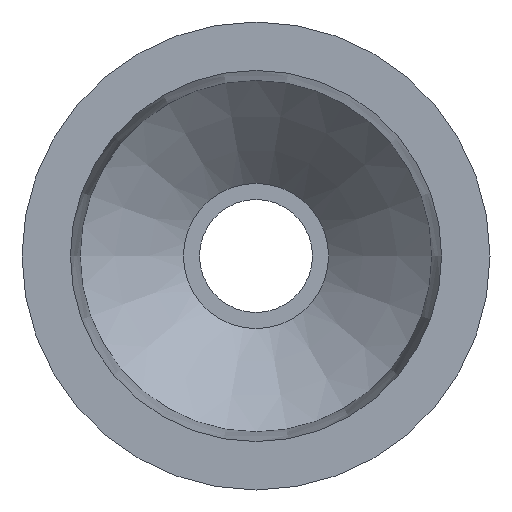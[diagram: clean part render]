
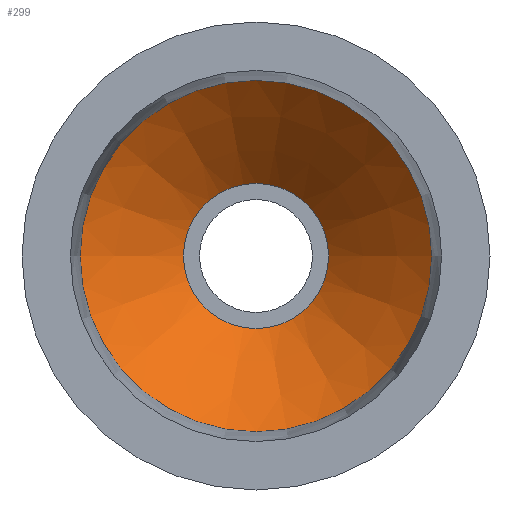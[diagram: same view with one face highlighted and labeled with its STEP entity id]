
A CAD part, front view. The second image highlights one B-rep face of the part: STEP entity #299.
In plain terms, the highlighted conical face has half-angle 46.907 degrees and reference radius 7.7 mm.
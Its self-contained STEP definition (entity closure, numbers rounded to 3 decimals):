
#46=FACE_OUTER_BOUND('',#69,.T.);
#69=EDGE_LOOP('',(#249,#250,#251,#252,#253));
#88=LINE('',#535,#103);
#103=VECTOR('',#443,7.7);
#124=CIRCLE('',#351,4.5);
#125=CIRCLE('',#352,10.899);
#126=CIRCLE('',#353,10.899);
#149=VERTEX_POINT('',#532);
#150=VERTEX_POINT('',#534);
#151=VERTEX_POINT('',#536);
#185=EDGE_CURVE('',#149,#149,#124,.T.);
#186=EDGE_CURVE('',#149,#150,#88,.T.);
#187=EDGE_CURVE('',#150,#151,#125,.T.);
#188=EDGE_CURVE('',#151,#150,#126,.T.);
#249=ORIENTED_EDGE('',*,*,#185,.T.);
#250=ORIENTED_EDGE('',*,*,#186,.T.);
#251=ORIENTED_EDGE('',*,*,#187,.T.);
#252=ORIENTED_EDGE('',*,*,#188,.T.);
#253=ORIENTED_EDGE('',*,*,#186,.F.);
#282=CONICAL_SURFACE('',#350,7.7,0.819);
#299=ADVANCED_FACE('',(#46),#282,.F.);
#350=AXIS2_PLACEMENT_3D('',#531,#439,#440);
#351=AXIS2_PLACEMENT_3D('',#533,#441,#442);
#352=AXIS2_PLACEMENT_3D('',#537,#444,#445);
#353=AXIS2_PLACEMENT_3D('',#538,#446,#447);
#439=DIRECTION('center_axis',(0.,-1.,0.));
#440=DIRECTION('ref_axis',(-1.,0.,0.));
#441=DIRECTION('center_axis',(0.,1.,0.));
#442=DIRECTION('ref_axis',(-1.,0.,0.));
#443=DIRECTION('',(0.73,-0.683,0.));
#444=DIRECTION('center_axis',(0.,-1.,0.));
#445=DIRECTION('ref_axis',(-1.,0.,0.));
#446=DIRECTION('center_axis',(0.,-1.,0.));
#447=DIRECTION('ref_axis',(-1.,0.,0.));
#531=CARTESIAN_POINT('Origin',(0.,12.007,0.));
#532=CARTESIAN_POINT('',(4.5,15.,0.));
#533=CARTESIAN_POINT('Origin',(0.,15.,0.));
#534=CARTESIAN_POINT('',(10.899,9.013,0.));
#535=CARTESIAN_POINT('',(7.7,12.007,0.));
#536=CARTESIAN_POINT('',(-10.899,9.013,0.));
#537=CARTESIAN_POINT('Origin',(0.,9.013,0.));
#538=CARTESIAN_POINT('Origin',(0.,9.013,0.));
